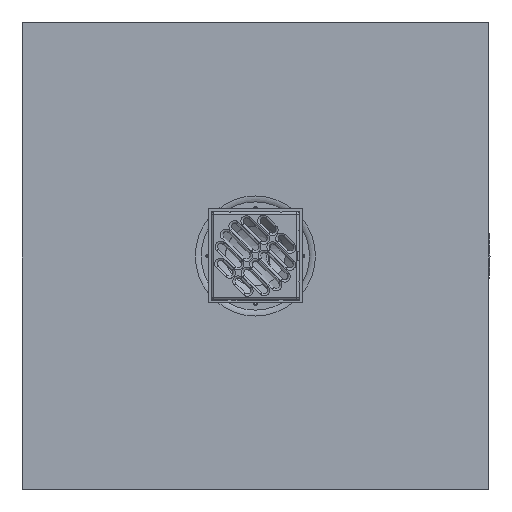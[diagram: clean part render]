
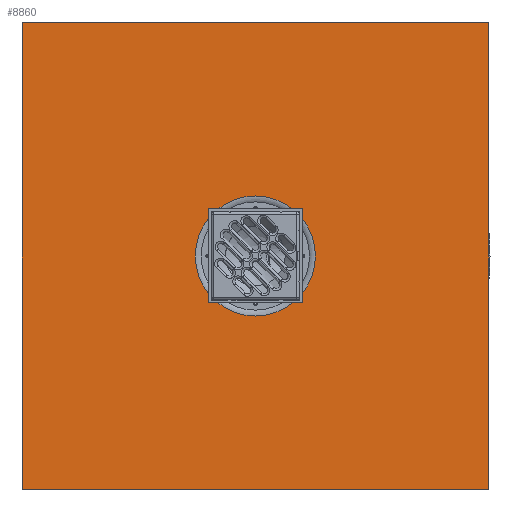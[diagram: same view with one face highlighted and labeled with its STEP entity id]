
A CAD part, top view. The second image highlights one B-rep face of the part: STEP entity #8860.
In plain terms, the highlighted planar face has unit normal (0, 0, 1).
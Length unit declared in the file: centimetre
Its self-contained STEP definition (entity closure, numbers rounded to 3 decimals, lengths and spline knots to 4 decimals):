
#185=FACE_BOUND('',#2609,.T.);
#272=PLANE('',#9601);
#709=LINE('',#14784,#1326);
#713=LINE('',#14791,#1330);
#716=LINE('',#14797,#1333);
#717=LINE('',#14799,#1334);
#1326=VECTOR('',#11130,1.);
#1330=VECTOR('',#11136,1.);
#1333=VECTOR('',#11141,1.);
#1334=VECTOR('',#11144,1.);
#2032=FACE_OUTER_BOUND('',#2608,.T.);
#2608=EDGE_LOOP('',(#6510,#6511,#6512,#6513));
#2609=EDGE_LOOP('',(#6514));
#3292=CIRCLE('',#9571,64.3137);
#3941=VERTEX_POINT('',#14735);
#3956=VERTEX_POINT('',#14781);
#3957=VERTEX_POINT('',#14783);
#3959=VERTEX_POINT('',#14789);
#3961=VERTEX_POINT('',#14795);
#4876=EDGE_CURVE('',#3941,#3941,#3292,.T.);
#4899=EDGE_CURVE('',#3956,#3957,#709,.T.);
#4903=EDGE_CURVE('',#3959,#3956,#713,.T.);
#4906=EDGE_CURVE('',#3961,#3959,#716,.T.);
#4907=EDGE_CURVE('',#3957,#3961,#717,.T.);
#6510=ORIENTED_EDGE('',*,*,#4899,.F.);
#6511=ORIENTED_EDGE('',*,*,#4903,.F.);
#6512=ORIENTED_EDGE('',*,*,#4906,.F.);
#6513=ORIENTED_EDGE('',*,*,#4907,.F.);
#6514=ORIENTED_EDGE('',*,*,#4876,.T.);
#8860=ADVANCED_FACE('',(#2032,#185),#272,.F.);
#9571=AXIS2_PLACEMENT_3D('',#14736,#11070,#11071);
#9601=AXIS2_PLACEMENT_3D('',#14798,#11142,#11143);
#11070=DIRECTION('center_axis',(0.,0.,-1.));
#11071=DIRECTION('ref_axis',(1.,0.,0.));
#11130=DIRECTION('',(0.,-1.,0.));
#11136=DIRECTION('',(1.,0.,0.));
#11141=DIRECTION('',(0.,1.,0.));
#11142=DIRECTION('center_axis',(0.,0.,-1.));
#11143=DIRECTION('ref_axis',(-1.,0.,0.));
#11144=DIRECTION('',(-1.,0.,0.));
#14735=CARTESIAN_POINT('',(1008.9395,184.3313,128.));
#14736=CARTESIAN_POINT('Origin',(1008.9395,248.645,128.));
#14781=CARTESIAN_POINT('',(1258.9395,498.645,128.));
#14783=CARTESIAN_POINT('',(1258.9395,-1.355,128.));
#14784=CARTESIAN_POINT('',(1258.9395,248.645,128.));
#14789=CARTESIAN_POINT('',(758.9395,498.645,128.));
#14791=CARTESIAN_POINT('',(1008.9395,498.645,128.));
#14795=CARTESIAN_POINT('',(758.9395,-1.355,128.));
#14797=CARTESIAN_POINT('',(758.9395,248.645,128.));
#14798=CARTESIAN_POINT('Origin',(1008.9395,248.645,128.));
#14799=CARTESIAN_POINT('',(1008.9395,-1.355,128.));
